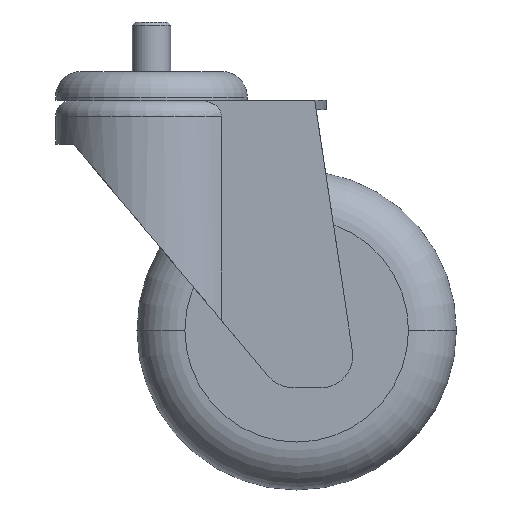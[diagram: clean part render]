
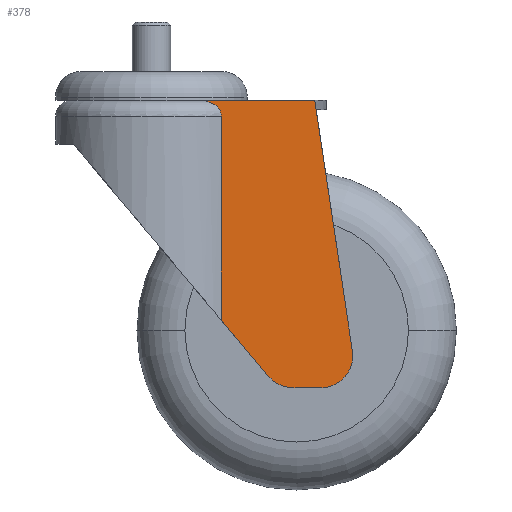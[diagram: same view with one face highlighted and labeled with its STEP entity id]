
A CAD part, front view. The second image highlights one B-rep face of the part: STEP entity #378.
In plain terms, the highlighted planar face has unit normal (0, -1, 0).
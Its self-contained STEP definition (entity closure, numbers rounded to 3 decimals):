
#378=ADVANCED_FACE('',(#673),#674,.T.);
#673=FACE_OUTER_BOUND('',#927,.T.);
#674=PLANE('',#928);
#927=EDGE_LOOP('',(#1573,#1574,#1575,#1576,#1577,#1578,#1579,#1580));
#928=AXIS2_PLACEMENT_3D('',#1581,#1582,#1583);
#1573=ORIENTED_EDGE('',*,*,#1743,.T.);
#1574=ORIENTED_EDGE('',*,*,#1824,.F.);
#1575=ORIENTED_EDGE('',*,*,#1836,.F.);
#1576=ORIENTED_EDGE('',*,*,#1833,.F.);
#1577=ORIENTED_EDGE('',*,*,#1830,.F.);
#1578=ORIENTED_EDGE('',*,*,#1803,.F.);
#1579=ORIENTED_EDGE('',*,*,#1828,.F.);
#1580=ORIENTED_EDGE('',*,*,#1820,.T.);
#1581=CARTESIAN_POINT('',(32.754,-20.5,-49.557));
#1582=DIRECTION('',(0.0,-1.0,0.0));
#1583=DIRECTION('',(1.0,0.0,0.0));
#1743=EDGE_CURVE('',#2061,#2059,#2062,.T.);
#1803=EDGE_CURVE('',#2155,#2157,#2158,.T.);
#1820=EDGE_CURVE('',#2177,#2061,#2178,.T.);
#1824=EDGE_CURVE('',#2181,#2059,#2183,.T.);
#1828=EDGE_CURVE('',#2177,#2155,#2187,.T.);
#1830=EDGE_CURVE('',#2157,#2189,#2190,.T.);
#1833=EDGE_CURVE('',#2189,#2193,#2194,.T.);
#1836=EDGE_CURVE('',#2193,#2181,#2197,.T.);
#2059=VERTEX_POINT('',#2500);
#2061=VERTEX_POINT('',#2502);
#2062=LINE('',#2503,#2504);
#2155=VERTEX_POINT('',#2709);
#2157=VERTEX_POINT('',#2712);
#2158=LINE('',#2713,#2714);
#2177=VERTEX_POINT('',#2738);
#2178=B_SPLINE_CURVE_WITH_KNOTS('',3,(#2739,#2740,#2741,#2742,#2743,#2744,#2745,#2746,#2747,#2748,#2749,#2750,#2751,#2752,#2753,#2754,#2755,#2756,#2757,#2758,#2759,#2760,#2761,#2762,#2763,#2764,#2765,#2766,#2767,#2768,#2769,#2770,#2771,#2772,#2773,#2774,#2775,#2776,#2777,#2778,#2779,#2780,#2781,#2782),.UNSPECIFIED.,.F.,.F.,(4,2,2,2,2,2,2,2,2,2,2,2,2,2,2,2,2,2,2,2,2,4),(44.999,46.544,48.09,49.636,51.182,52.727,54.512,56.297,57.748,59.199,60.65,62.101,63.439,64.107,64.776,65.774,66.771,67.582,68.393,69.105,69.816,70.528),.UNSPECIFIED.);
#2181=VERTEX_POINT('',#2785);
#2183=LINE('',#2788,#2789);
#2187=LINE('',#2794,#2795);
#2189=VERTEX_POINT('',#2797);
#2190=CIRCLE('',#2798,10.);
#2193=VERTEX_POINT('',#2802);
#2194=LINE('',#2803,#2804);
#2197=CIRCLE('',#2808,10.);
#2500=CARTESIAN_POINT('',(21.903,-20.5,-77.858));
#2502=CARTESIAN_POINT('',(21.903,-20.5,-14.));
#2503=CARTESIAN_POINT('',(21.903,-20.5,-56.499));
#2504=VECTOR('',#3043,1.0);
#2709=CARTESIAN_POINT('',(51.116,-20.5,-9.0));
#2712=CARTESIAN_POINT('',(62.916,-20.5,-87.512));
#2713=CARTESIAN_POINT('',(62.916,-20.5,-87.512));
#2714=VECTOR('',#3125,1.0);
#2738=CARTESIAN_POINT('',(14.309,-20.5,-9.0));
#2739=CARTESIAN_POINT('',(-1.591,-20.5,-11.698));
#2740=CARTESIAN_POINT('',(-1.05,-20.5,-11.778));
#2741=CARTESIAN_POINT('',(-0.515,-20.5,-11.821));
#2742=CARTESIAN_POINT('',(0.515,-20.5,-11.821));
#2743=CARTESIAN_POINT('',(1.05,-20.5,-11.778));
#2744=CARTESIAN_POINT('',(2.132,-20.5,-11.617));
#2745=CARTESIAN_POINT('',(2.68,-20.5,-11.499));
#2746=CARTESIAN_POINT('',(3.771,-20.5,-11.226));
#2747=CARTESIAN_POINT('',(4.313,-20.5,-11.072));
#2748=CARTESIAN_POINT('',(5.373,-20.5,-10.761));
#2749=CARTESIAN_POINT('',(5.891,-20.5,-10.604));
#2750=CARTESIAN_POINT('',(6.956,-20.5,-10.289));
#2751=CARTESIAN_POINT('',(7.584,-20.5,-10.106));
#2752=CARTESIAN_POINT('',(8.848,-20.5,-9.769));
#2753=CARTESIAN_POINT('',(9.484,-20.5,-9.615));
#2754=CARTESIAN_POINT('',(10.539,-20.5,-9.392));
#2755=CARTESIAN_POINT('',(11.038,-20.5,-9.298));
#2756=CARTESIAN_POINT('',(12.063,-20.5,-9.144));
#2757=CARTESIAN_POINT('',(12.589,-20.5,-9.082));
#2758=CARTESIAN_POINT('',(13.642,-20.5,-9.006));
#2759=CARTESIAN_POINT('',(14.17,-20.5,-8.992));
#2760=CARTESIAN_POINT('',(15.201,-20.5,-9.018));
#2761=CARTESIAN_POINT('',(15.705,-20.5,-9.059));
#2762=CARTESIAN_POINT('',(16.625,-20.5,-9.189));
#2763=CARTESIAN_POINT('',(17.105,-20.5,-9.285));
#2764=CARTESIAN_POINT('',(17.809,-20.5,-9.485));
#2765=CARTESIAN_POINT('',(18.041,-20.5,-9.561));
#2766=CARTESIAN_POINT('',(18.488,-20.5,-9.729));
#2767=CARTESIAN_POINT('',(18.703,-20.5,-9.82));
#2768=CARTESIAN_POINT('',(19.204,-20.5,-10.06));
#2769=CARTESIAN_POINT('',(19.522,-20.5,-10.239));
#2770=CARTESIAN_POINT('',(20.121,-20.5,-10.65));
#2771=CARTESIAN_POINT('',(20.401,-20.5,-10.884));
#2772=CARTESIAN_POINT('',(20.825,-20.5,-11.311));
#2773=CARTESIAN_POINT('',(21.018,-20.5,-11.537));
#2774=CARTESIAN_POINT('',(21.353,-20.5,-12.022));
#2775=CARTESIAN_POINT('',(21.495,-20.5,-12.282));
#2776=CARTESIAN_POINT('',(21.693,-20.5,-12.75));
#2777=CARTESIAN_POINT('',(21.773,-20.5,-12.997));
#2778=CARTESIAN_POINT('',(21.878,-20.5,-13.504));
#2779=CARTESIAN_POINT('',(21.903,-20.5,-13.763));
#2780=CARTESIAN_POINT('',(21.903,-20.5,-14.237));
#2781=CARTESIAN_POINT('',(21.878,-20.5,-14.496));
#2782=CARTESIAN_POINT('',(21.826,-20.5,-14.749));
#2785=CARTESIAN_POINT('',(36.644,-20.5,-95.426));
#2788=CARTESIAN_POINT('',(0.0,-20.5,-51.755));
#2789=VECTOR('',#3147,1.0);
#2794=CARTESIAN_POINT('',(51.116,-20.5,-9.0));
#2795=VECTOR('',#3149,1.0);
#2797=CARTESIAN_POINT('',(53.027,-20.5,-98.998));
#2798=AXIS2_PLACEMENT_3D('',#3150,#3151,#3152);
#2802=CARTESIAN_POINT('',(44.305,-20.5,-98.998));
#2803=CARTESIAN_POINT('',(44.305,-20.5,-98.998));
#2804=VECTOR('',#3154,1.0);
#2808=AXIS2_PLACEMENT_3D('',#3156,#3157,#3158);
#3043=DIRECTION('',(0.0,0.0,-1.0));
#3125=DIRECTION('',(0.149,0.0,-0.989));
#3147=DIRECTION('',(-0.643,0.0,0.766));
#3149=DIRECTION('',(1.0,0.0,0.0));
#3150=CARTESIAN_POINT('',(53.027,-20.5,-88.998));
#3151=DIRECTION('',(0.0,1.0,-0.0));
#3152=DIRECTION('',(0.,-0.0,-1.0));
#3154=DIRECTION('',(-1.0,0.0,-0.0));
#3156=CARTESIAN_POINT('',(44.305,-20.5,-88.998));
#3157=DIRECTION('',(0.0,1.0,-0.0));
#3158=DIRECTION('',(-0.766,-0.0,-0.643));
